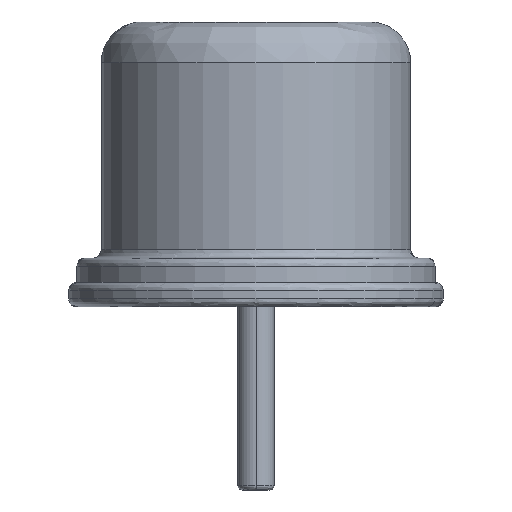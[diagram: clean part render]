
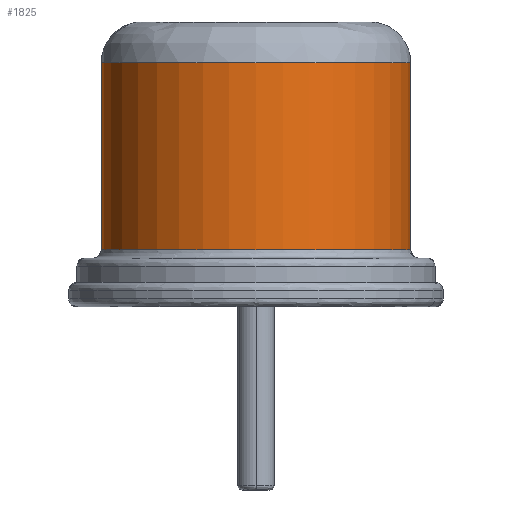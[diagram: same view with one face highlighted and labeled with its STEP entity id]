
A CAD part, left-side view. The second image highlights one B-rep face of the part: STEP entity #1825.
In plain terms, the highlighted cylindrical face has radius 1.9 mm (diameter 3.8 mm), a partial arc.
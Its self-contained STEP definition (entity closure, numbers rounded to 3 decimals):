
#51 = VERTEX_POINT ( 'NONE', #3534 ) ;
#186 = DIRECTION ( 'NONE',  ( 1., 0., 0. ) ) ;
#219 = CARTESIAN_POINT ( 'NONE',  ( -3.3, -1.9, 3. ) ) ;
#427 = LINE ( 'NONE', #2897, #4474 ) ;
#782 = CARTESIAN_POINT ( 'NONE',  ( -3.3, 1.9, 3. ) ) ;
#938 = AXIS2_PLACEMENT_3D ( 'NONE', #5860, #5890, #186 ) ;
#962 = DIRECTION ( 'NONE',  ( 0., 0., 1. ) ) ;
#1585 = ORIENTED_EDGE ( 'NONE', *, *, #5791, .T. ) ;
#1804 = VERTEX_POINT ( 'NONE', #219 ) ;
#1825 = ADVANCED_FACE ( 'NONE', ( #6352 ), #5762, .T. ) ;
#1928 = DIRECTION ( 'NONE',  ( 0., 0., 1. ) ) ;
#2271 = DIRECTION ( 'NONE',  ( 1., 0., 0. ) ) ;
#2555 = EDGE_LOOP ( 'NONE', ( #6599, #4018, #4622, #1585 ) ) ;
#2675 = VERTEX_POINT ( 'NONE', #4867 ) ;
#2897 = CARTESIAN_POINT ( 'NONE',  ( -3.3, 1.9, 0.3 ) ) ;
#2980 = EDGE_CURVE ( 'NONE', #2675, #6186, #427, .T. ) ;
#3082 = AXIS2_PLACEMENT_3D ( 'NONE', #5912, #3419, #5514 ) ;
#3383 = EDGE_CURVE ( 'NONE', #2675, #51, #5418, .T. ) ;
#3419 = DIRECTION ( 'NONE',  ( 0., 0., 1. ) ) ;
#3500 = LINE ( 'NONE', #5530, #4361 ) ;
#3534 = CARTESIAN_POINT ( 'NONE',  ( -3.3, -1.9, 0.7 ) ) ;
#3604 = EDGE_CURVE ( 'NONE', #1804, #6186, #5004, .T. ) ;
#4018 = ORIENTED_EDGE ( 'NONE', *, *, #2980, .F. ) ;
#4309 = DIRECTION ( 'NONE',  ( 0., 0., -1. ) ) ;
#4361 = VECTOR ( 'NONE', #962, 1000. ) ;
#4474 = VECTOR ( 'NONE', #1928, 1000. ) ;
#4622 = ORIENTED_EDGE ( 'NONE', *, *, #3383, .T. ) ;
#4867 = CARTESIAN_POINT ( 'NONE',  ( -3.3, 1.9, 0.7 ) ) ;
#5004 = CIRCLE ( 'NONE', #5846, 1.9 ) ;
#5395 = CARTESIAN_POINT ( 'NONE',  ( -3.3, 0., 3. ) ) ;
#5418 = CIRCLE ( 'NONE', #3082, 1.9 ) ;
#5514 = DIRECTION ( 'NONE',  ( 0.1, 0.995, 0. ) ) ;
#5530 = CARTESIAN_POINT ( 'NONE',  ( -3.3, -1.9, 0.3 ) ) ;
#5762 = CYLINDRICAL_SURFACE ( 'NONE', #938, 1.9 ) ;
#5791 = EDGE_CURVE ( 'NONE', #51, #1804, #3500, .T. ) ;
#5846 = AXIS2_PLACEMENT_3D ( 'NONE', #5395, #4309, #2271 ) ;
#5860 = CARTESIAN_POINT ( 'NONE',  ( -3.3, 0., 0.3 ) ) ;
#5890 = DIRECTION ( 'NONE',  ( 0., 0., 1. ) ) ;
#5912 = CARTESIAN_POINT ( 'NONE',  ( -3.3, 0., 0.7 ) ) ;
#6186 = VERTEX_POINT ( 'NONE', #782 ) ;
#6352 = FACE_OUTER_BOUND ( 'NONE', #2555, .T. ) ;
#6599 = ORIENTED_EDGE ( 'NONE', *, *, #3604, .T. ) ;
